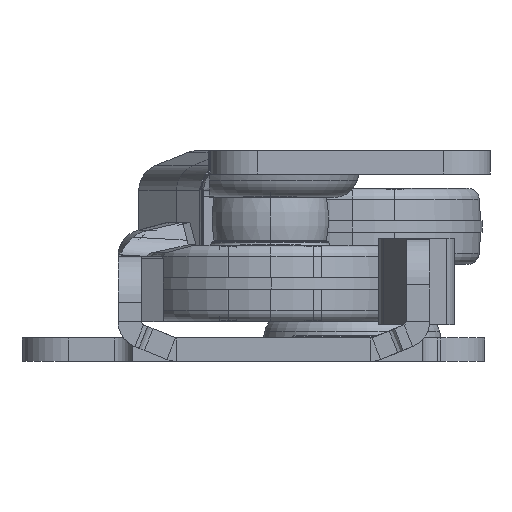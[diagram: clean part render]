
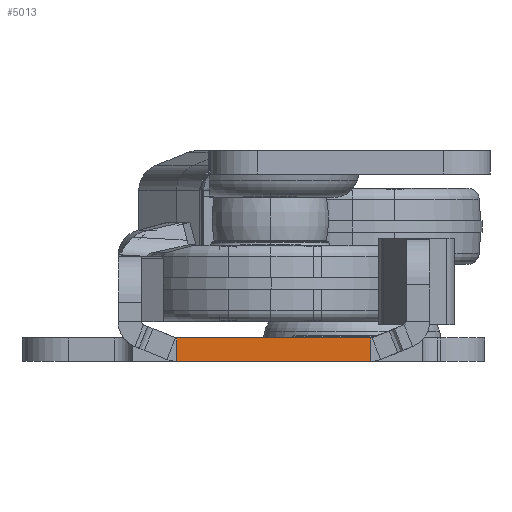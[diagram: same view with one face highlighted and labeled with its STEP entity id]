
A CAD part, left-side view. The second image highlights one B-rep face of the part: STEP entity #5013.
In plain terms, the highlighted planar face has unit normal (-1, 0, 0).
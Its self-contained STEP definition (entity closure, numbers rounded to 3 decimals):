
#974 = CARTESIAN_POINT ( 'NONE',  ( -499.5, 7.022, 0. ) ) ;
#997 = CARTESIAN_POINT ( 'NONE',  ( -499.5, -21.25, 0. ) ) ;
#2244 = EDGE_CURVE ( 'NONE', #6112, #2635, #16748, .T. ) ;
#2635 = VERTEX_POINT ( 'NONE', #974 ) ;
#4874 = DIRECTION ( 'NONE',  ( 0., 1., 0. ) ) ;
#5013 = ADVANCED_FACE ( 'NONE', ( #6097 ), #16822, .T. ) ;
#5018 = ORIENTED_EDGE ( 'NONE', *, *, #2244, .F. ) ;
#5196 = LINE ( 'NONE', #7593, #7389 ) ;
#5371 = DIRECTION ( 'NONE',  ( 0., 0., 1. ) ) ;
#5384 = CARTESIAN_POINT ( 'NONE',  ( -499.5, 7.022, 2. ) ) ;
#6097 = FACE_OUTER_BOUND ( 'NONE', #16258, .T. ) ;
#6112 = VERTEX_POINT ( 'NONE', #15929 ) ;
#6984 = VECTOR ( 'NONE', #4874, 1000. ) ;
#6989 = ORIENTED_EDGE ( 'NONE', *, *, #12457, .F. ) ;
#6995 = DIRECTION ( 'NONE',  ( 0., 0., -1. ) ) ;
#7359 = VECTOR ( 'NONE', #11663, 1000. ) ;
#7389 = VECTOR ( 'NONE', #5371, 1000. ) ;
#7593 = CARTESIAN_POINT ( 'NONE',  ( -499.5, 7.022, 2. ) ) ;
#8131 = CARTESIAN_POINT ( 'NONE',  ( -499.5, -9.522, 2. ) ) ;
#8990 = DIRECTION ( 'NONE',  ( -1., 0., 0. ) ) ;
#9381 = AXIS2_PLACEMENT_3D ( 'NONE', #15613, #8990, #10378 ) ;
#9698 = EDGE_CURVE ( 'NONE', #15623, #10997, #16899, .T. ) ;
#9941 = EDGE_CURVE ( 'NONE', #15623, #6112, #11920, .T. ) ;
#10006 = ORIENTED_EDGE ( 'NONE', *, *, #9698, .T. ) ;
#10133 = ORIENTED_EDGE ( 'NONE', *, *, #9941, .F. ) ;
#10378 = DIRECTION ( 'NONE',  ( 0., 1., 0. ) ) ;
#10417 = VECTOR ( 'NONE', #6995, 1000. ) ;
#10876 = CARTESIAN_POINT ( 'NONE',  ( -499.5, -9.522, 2. ) ) ;
#10997 = VERTEX_POINT ( 'NONE', #5384 ) ;
#11663 = DIRECTION ( 'NONE',  ( 0., 1., 0. ) ) ;
#11920 = LINE ( 'NONE', #10876, #10417 ) ;
#12457 = EDGE_CURVE ( 'NONE', #2635, #10997, #5196, .T. ) ;
#12793 = CARTESIAN_POINT ( 'NONE',  ( -499.5, -11.5, 2. ) ) ;
#15613 = CARTESIAN_POINT ( 'NONE',  ( -499.5, -11.5, 2. ) ) ;
#15623 = VERTEX_POINT ( 'NONE', #8131 ) ;
#15929 = CARTESIAN_POINT ( 'NONE',  ( -499.5, -9.522, 0. ) ) ;
#16258 = EDGE_LOOP ( 'NONE', ( #10133, #10006, #6989, #5018 ) ) ;
#16748 = LINE ( 'NONE', #997, #6984 ) ;
#16822 = PLANE ( 'NONE',  #9381 ) ;
#16899 = LINE ( 'NONE', #12793, #7359 ) ;
